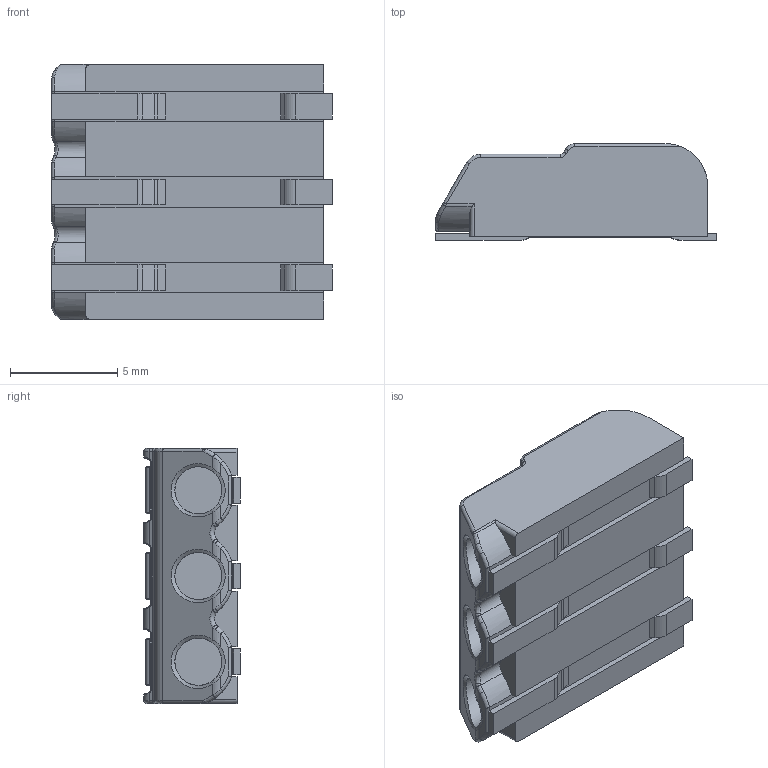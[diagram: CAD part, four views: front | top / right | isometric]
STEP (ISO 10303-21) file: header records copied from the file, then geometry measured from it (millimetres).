
FILE_DESCRIPTION (( 'STEP AP214' ), '1' );
FILE_NAME ('2060-453_998-404.STEP', '2022-01-22T12:37:48', ( '' ), ( '' ), 'SwSTEP 2.0', 'SolidWorks 2017', '' );
FILE_SCHEMA (( 'AUTOMOTIVE_DESIGN' ));
Length unit declared in the file: millimetre
Products named in the file (1): 2060-453_998-404
Bounding box: 13.1 x 4.5 x 11.9 mm (x, y, z)
Volume: 442.3 mm3; surface area: 825.9 mm2
Topology: 7 solids, 7 shells, 520 faces, 1261 edges, 752 vertices
Faces by surface type: cylinder 210, plane 189, torus 72, bspline 43, sphere 3, cone 3
Full cylindrical faces by diameter (mm): 2.2 x3
Entity records: 16669 total; most frequent: CARTESIAN_POINT 4871, ORIENTED_EDGE 2498, DIRECTION 2418, EDGE_CURVE 1249, AXIS2_PLACEMENT_3D 873, VERTEX_POINT 749, VECTOR 672, LINE 672
